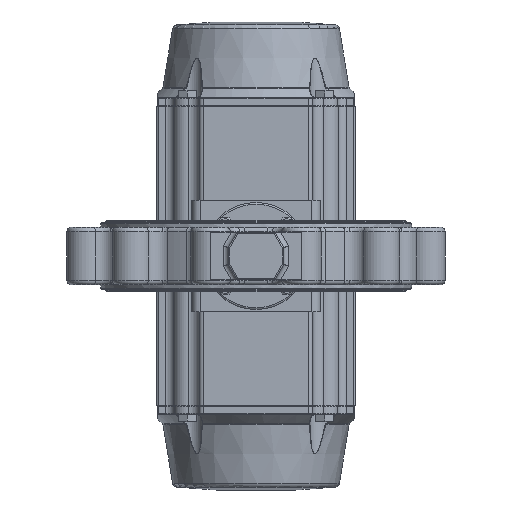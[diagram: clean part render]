
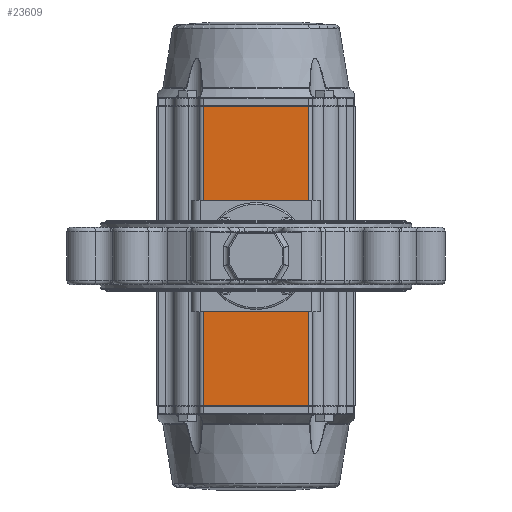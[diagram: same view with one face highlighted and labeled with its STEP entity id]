
A CAD part, front view. The second image highlights one B-rep face of the part: STEP entity #23609.
In plain terms, the highlighted planar face has unit normal (0, -1, 0).
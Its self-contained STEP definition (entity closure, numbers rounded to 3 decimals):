
#3017=LINE('',#51943,#4366);
#3018=LINE('',#51947,#4367);
#3019=LINE('',#51949,#4368);
#3020=LINE('',#51951,#4369);
#4366=VECTOR('',#32627,1000.);
#4367=VECTOR('',#32632,1000.);
#4368=VECTOR('',#32633,1000.);
#4369=VECTOR('',#32634,1000.);
#10047=ORIENTED_EDGE('',*,*,#14187,.T.);
#10048=ORIENTED_EDGE('',*,*,#14189,.T.);
#10049=ORIENTED_EDGE('',*,*,#14190,.F.);
#10050=ORIENTED_EDGE('',*,*,#14191,.T.);
#10051=ORIENTED_EDGE('',*,*,#13726,.T.);
#10052=ORIENTED_EDGE('',*,*,#13728,.F.);
#10053=ORIENTED_EDGE('',*,*,#13730,.F.);
#10054=ORIENTED_EDGE('',*,*,#13732,.F.);
#10055=ORIENTED_EDGE('',*,*,#13734,.F.);
#13726=EDGE_CURVE('',#16367,#16367,#17861,.T.);
#13728=EDGE_CURVE('',#16369,#16369,#17863,.T.);
#13730=EDGE_CURVE('',#16372,#16372,#17865,.T.);
#13732=EDGE_CURVE('',#16375,#16375,#17867,.T.);
#13734=EDGE_CURVE('',#16378,#16378,#17869,.T.);
#14187=EDGE_CURVE('',#16675,#16674,#3017,.T.);
#14189=EDGE_CURVE('',#16674,#16676,#3018,.T.);
#14190=EDGE_CURVE('',#16677,#16676,#3019,.T.);
#14191=EDGE_CURVE('',#16677,#16675,#3020,.T.);
#16367=VERTEX_POINT('',#47116);
#16369=VERTEX_POINT('',#47121);
#16372=VERTEX_POINT('',#47128);
#16375=VERTEX_POINT('',#47135);
#16378=VERTEX_POINT('',#47142);
#16674=VERTEX_POINT('',#51942);
#16675=VERTEX_POINT('',#51944);
#16676=VERTEX_POINT('',#51948);
#16677=VERTEX_POINT('',#51950);
#17861=CIRCLE('',#26516,41.);
#17863=CIRCLE('',#26519,7.);
#17865=CIRCLE('',#26523,7.);
#17867=CIRCLE('',#26527,7.);
#17869=CIRCLE('',#26531,7.);
#19716=EDGE_LOOP('',(#10047,#10048,#10049,#10050));
#19717=EDGE_LOOP('',(#10051));
#19718=EDGE_LOOP('',(#10052));
#19719=EDGE_LOOP('',(#10053));
#19720=EDGE_LOOP('',(#10054));
#19721=EDGE_LOOP('',(#10055));
#21549=FACE_BOUND('',#19716,.T.);
#21550=FACE_BOUND('',#19717,.T.);
#21551=FACE_BOUND('',#19718,.T.);
#21552=FACE_BOUND('',#19719,.T.);
#21553=FACE_BOUND('',#19720,.T.);
#21554=FACE_BOUND('',#19721,.T.);
#22320=PLANE('',#26885);
#23609=ADVANCED_FACE('',(#21549,#21550,#21551,#21552,#21553,#21554),#22320,
 .F.);
#26516=AXIS2_PLACEMENT_3D('',#47115,#31758,#31759);
#26519=AXIS2_PLACEMENT_3D('',#47120,#31764,#31765);
#26523=AXIS2_PLACEMENT_3D('',#47127,#31772,#31773);
#26527=AXIS2_PLACEMENT_3D('',#47134,#31780,#31781);
#26531=AXIS2_PLACEMENT_3D('',#47141,#31788,#31789);
#26885=AXIS2_PLACEMENT_3D('',#51946,#32630,#32631);
#31758=DIRECTION('',(0.,1.,0.));
#31759=DIRECTION('',(0.,0.,1.));
#31764=DIRECTION('',(0.,-1.,0.));
#31765=DIRECTION('',(0.,0.,-1.));
#31772=DIRECTION('',(0.,-1.,0.));
#31773=DIRECTION('',(0.,0.,-1.));
#31780=DIRECTION('',(0.,-1.,0.));
#31781=DIRECTION('',(0.,0.,-1.));
#31788=DIRECTION('',(0.,-1.,0.));
#31789=DIRECTION('',(0.,0.,-1.));
#32627=DIRECTION('',(0.,0.,-1.));
#32630=DIRECTION('',(0.,1.,0.));
#32631=DIRECTION('',(1.,0.,0.));
#32632=DIRECTION('',(1.,0.,0.));
#32633=DIRECTION('',(0.,0.,-1.));
#32634=DIRECTION('',(-1.,0.,0.));
#47115=CARTESIAN_POINT('',(0.,-122.5,0.));
#47116=CARTESIAN_POINT('',(0.,-122.5,41.));
#47120=CARTESIAN_POINT('',(-49.497,-122.5,49.497));
#47121=CARTESIAN_POINT('',(-49.497,-122.5,42.497));
#47127=CARTESIAN_POINT('',(-49.497,-122.5,-49.497));
#47128=CARTESIAN_POINT('',(-49.497,-122.5,-56.497));
#47134=CARTESIAN_POINT('',(49.497,-122.5,-49.497));
#47135=CARTESIAN_POINT('',(49.497,-122.5,-56.497));
#47141=CARTESIAN_POINT('',(49.497,-122.5,49.497));
#47142=CARTESIAN_POINT('',(49.497,-122.5,42.497));
#51942=CARTESIAN_POINT('',(-61.5,-122.5,-175.));
#51943=CARTESIAN_POINT('',(-61.5,-122.5,175.5));
#51944=CARTESIAN_POINT('',(-61.5,-122.5,175.));
#51946=CARTESIAN_POINT('',(-61.5,-122.5,175.5));
#51947=CARTESIAN_POINT('',(-61.5,-122.5,-175.));
#51948=CARTESIAN_POINT('',(61.5,-122.5,-175.));
#51949=CARTESIAN_POINT('',(61.5,-122.5,175.5));
#51950=CARTESIAN_POINT('',(61.5,-122.5,175.));
#51951=CARTESIAN_POINT('',(-61.5,-122.5,175.));
